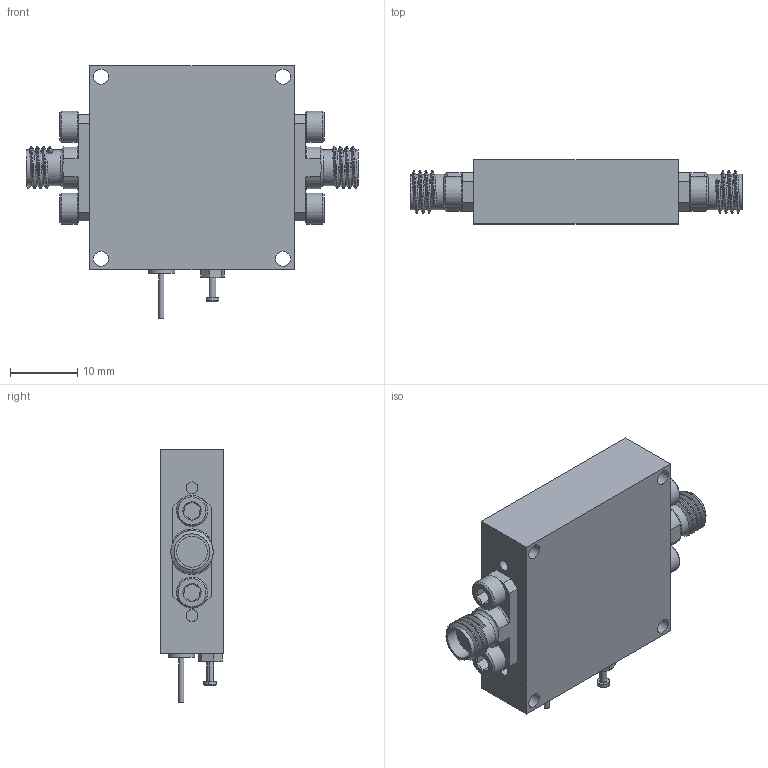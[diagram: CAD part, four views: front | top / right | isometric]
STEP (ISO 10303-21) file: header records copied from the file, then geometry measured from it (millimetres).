
FILE_DESCRIPTION (( 'STEP AP203' ), '1' );
FILE_NAME ('BU-SC-1, defeatured.STEP', '2025-07-03T19:27:52', ( '' ), ( '' ), 'SwSTEP 2.0', 'SolidWorks 2021', '' );
FILE_SCHEMA (( 'CONFIG_CONTROL_DESIGN' ));
Length unit declared in the file: inch
Products named in the file (1): BU-SC-1, defeatured
Bounding box: 49.53 x 9.53 x 37.72 mm (x, y, z)
Volume: 9941.7 mm3; surface area: 6163.5 mm2
Topology: 16 solids, 16 shells, 320 faces, 749 edges, 478 vertices
Faces by surface type: plane 179, cylinder 77, cone 52, torus 6, bspline 6
Full cylindrical faces by diameter (mm): 0.762 x2, 1.524 x4, 1.778 x8, 2.261 x4, 2.438 x2, 2.642 x4, 2.845 x4, 3.962 x1, 4.602 x2, 4.648 x4, 5.334 x8
Entity records: 10195 total; most frequent: CARTESIAN_POINT 3615, ORIENTED_EDGE 1280, DIRECTION 1278, EDGE_CURVE 640, AXIS2_PLACEMENT_3D 497, VERTEX_POINT 436, EDGE_LOOP 416, FACE_OUTER_BOUND 351
